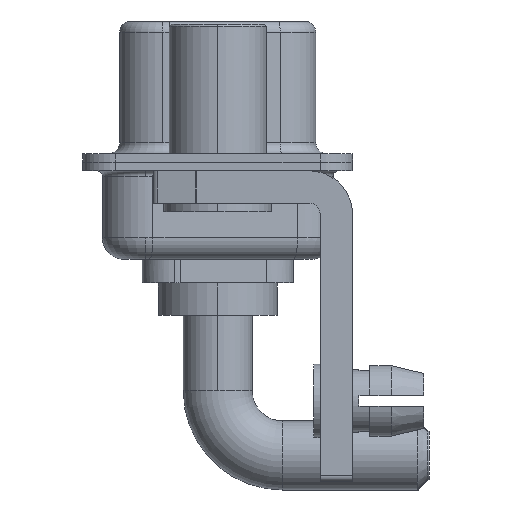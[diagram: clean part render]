
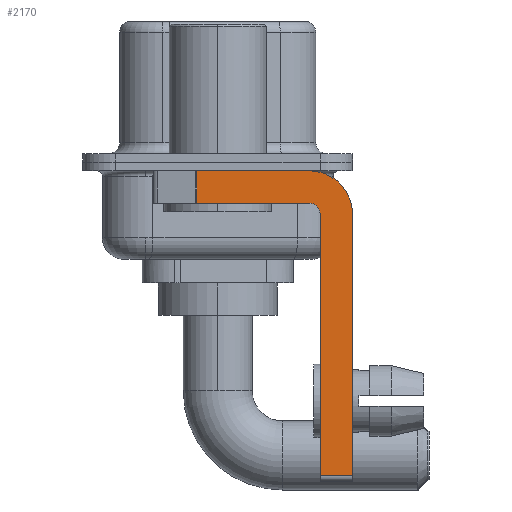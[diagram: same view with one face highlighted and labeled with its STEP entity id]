
A CAD part, left-side view. The second image highlights one B-rep face of the part: STEP entity #2170.
In plain terms, the highlighted planar face has unit normal (-1, 0, 0).
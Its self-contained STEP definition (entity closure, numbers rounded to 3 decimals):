
#324 = AXIS2_PLACEMENT_3D ( 'NONE', #14165, #1671, #13897 ) ;
#492 = DIRECTION ( 'NONE',  ( 1., 0., 0. ) ) ;
#771 = CARTESIAN_POINT ( 'NONE',  ( -2.9, -4.25, -2.4 ) ) ;
#1671 = DIRECTION ( 'NONE',  ( -1., 0., 0. ) ) ;
#2080 = DIRECTION ( 'NONE',  ( 0., -1., 0. ) ) ;
#2170 = ADVANCED_FACE ( 'NONE', ( #3673 ), #17331, .F. ) ;
#2309 = VERTEX_POINT ( 'NONE', #15239 ) ;
#2594 = ORIENTED_EDGE ( 'NONE', *, *, #15729, .F. ) ;
#2599 = VERTEX_POINT ( 'NONE', #6649 ) ;
#2666 = ORIENTED_EDGE ( 'NONE', *, *, #10492, .F. ) ;
#3447 = LINE ( 'NONE', #14478, #10723 ) ;
#3673 = FACE_OUTER_BOUND ( 'NONE', #4423, .T. ) ;
#3951 = CARTESIAN_POINT ( 'NONE',  ( -2.9, -4.75, -14.55 ) ) ;
#3982 = LINE ( 'NONE', #12114, #11941 ) ;
#4423 = EDGE_LOOP ( 'NONE', ( #7484, #12090, #14308, #2666, #14519, #12289, #9337, #2594 ) ) ;
#4502 = DIRECTION ( 'NONE',  ( 0., -1., 0. ) ) ;
#4676 = CARTESIAN_POINT ( 'NONE',  ( -2.9, 3., -0.4 ) ) ;
#4683 = VERTEX_POINT ( 'NONE', #13126 ) ;
#4931 = LINE ( 'NONE', #9084, #16611 ) ;
#5026 = DIRECTION ( 'NONE',  ( 0., 0., -1. ) ) ;
#5047 = DIRECTION ( 'NONE',  ( 1., 0., 0. ) ) ;
#6300 = LINE ( 'NONE', #4676, #10335 ) ;
#6649 = CARTESIAN_POINT ( 'NONE',  ( -2.9, 0.978, -0.4 ) ) ;
#6794 = CARTESIAN_POINT ( 'NONE',  ( -2.9, -6.25, -2.4 ) ) ;
#6832 = CARTESIAN_POINT ( 'NONE',  ( -2.9, -4.75, -2.4 ) ) ;
#7291 = DIRECTION ( 'NONE',  ( 0., 0., -1. ) ) ;
#7484 = ORIENTED_EDGE ( 'NONE', *, *, #17744, .F. ) ;
#7551 = VECTOR ( 'NONE', #15643, 1000. ) ;
#7569 = VERTEX_POINT ( 'NONE', #6832 ) ;
#7688 = CARTESIAN_POINT ( 'NONE',  ( -2.9, -4.25, -1.9 ) ) ;
#7888 = CARTESIAN_POINT ( 'NONE',  ( -2.9, -6.25, -14.55 ) ) ;
#8516 = CIRCLE ( 'NONE', #9960, 2. ) ;
#9084 = CARTESIAN_POINT ( 'NONE',  ( -2.9, 0.978, -1.9 ) ) ;
#9195 = DIRECTION ( 'NONE',  ( 0., 0., -1. ) ) ;
#9328 = VERTEX_POINT ( 'NONE', #14850 ) ;
#9337 = ORIENTED_EDGE ( 'NONE', *, *, #14482, .F. ) ;
#9960 = AXIS2_PLACEMENT_3D ( 'NONE', #14331, #492, #7291 ) ;
#10335 = VECTOR ( 'NONE', #4502, 1000. ) ;
#10373 = VERTEX_POINT ( 'NONE', #3951 ) ;
#10492 = EDGE_CURVE ( 'NONE', #7569, #2309, #15915, .T. ) ;
#10723 = VECTOR ( 'NONE', #2080, 1000. ) ;
#11617 = EDGE_CURVE ( 'NONE', #10373, #14525, #3447, .T. ) ;
#11740 = EDGE_CURVE ( 'NONE', #10373, #7569, #14114, .T. ) ;
#11941 = VECTOR ( 'NONE', #14658, 1000. ) ;
#12090 = ORIENTED_EDGE ( 'NONE', *, *, #15894, .T. ) ;
#12114 = CARTESIAN_POINT ( 'NONE',  ( -2.9, -6.25, -2.4 ) ) ;
#12289 = ORIENTED_EDGE ( 'NONE', *, *, #11617, .T. ) ;
#12744 = CARTESIAN_POINT ( 'NONE',  ( -2.9, -4.75, -14.8 ) ) ;
#13126 = CARTESIAN_POINT ( 'NONE',  ( -2.9, -4.25, -0.4 ) ) ;
#13190 = DIRECTION ( 'NONE',  ( 0., 1., 0. ) ) ;
#13331 = EDGE_CURVE ( 'NONE', #2309, #9328, #14557, .T. ) ;
#13437 = VERTEX_POINT ( 'NONE', #6794 ) ;
#13897 = DIRECTION ( 'NONE',  ( 0., 0., 1. ) ) ;
#14114 = LINE ( 'NONE', #12744, #7551 ) ;
#14165 = CARTESIAN_POINT ( 'NONE',  ( -2.9, -4.25, -2.4 ) ) ;
#14308 = ORIENTED_EDGE ( 'NONE', *, *, #13331, .F. ) ;
#14331 = CARTESIAN_POINT ( 'NONE',  ( -2.9, -4.25, -2.4 ) ) ;
#14478 = CARTESIAN_POINT ( 'NONE',  ( -2.9, -4.25, -14.55 ) ) ;
#14482 = EDGE_CURVE ( 'NONE', #13437, #14525, #3982, .T. ) ;
#14514 = VECTOR ( 'NONE', #13190, 1000. ) ;
#14519 = ORIENTED_EDGE ( 'NONE', *, *, #11740, .F. ) ;
#14525 = VERTEX_POINT ( 'NONE', #7888 ) ;
#14557 = LINE ( 'NONE', #7688, #14514 ) ;
#14658 = DIRECTION ( 'NONE',  ( 0., 0., -1. ) ) ;
#14850 = CARTESIAN_POINT ( 'NONE',  ( -2.9, 0.978, -1.9 ) ) ;
#15080 = AXIS2_PLACEMENT_3D ( 'NONE', #771, #5047, #9195 ) ;
#15239 = CARTESIAN_POINT ( 'NONE',  ( -2.9, -4.25, -1.9 ) ) ;
#15643 = DIRECTION ( 'NONE',  ( 0., 0., 1. ) ) ;
#15729 = EDGE_CURVE ( 'NONE', #4683, #13437, #8516, .T. ) ;
#15894 = EDGE_CURVE ( 'NONE', #2599, #9328, #4931, .T. ) ;
#15915 = CIRCLE ( 'NONE', #324, 0.5 ) ;
#16611 = VECTOR ( 'NONE', #5026, 1000. ) ;
#17331 = PLANE ( 'NONE',  #15080 ) ;
#17744 = EDGE_CURVE ( 'NONE', #2599, #4683, #6300, .T. ) ;
